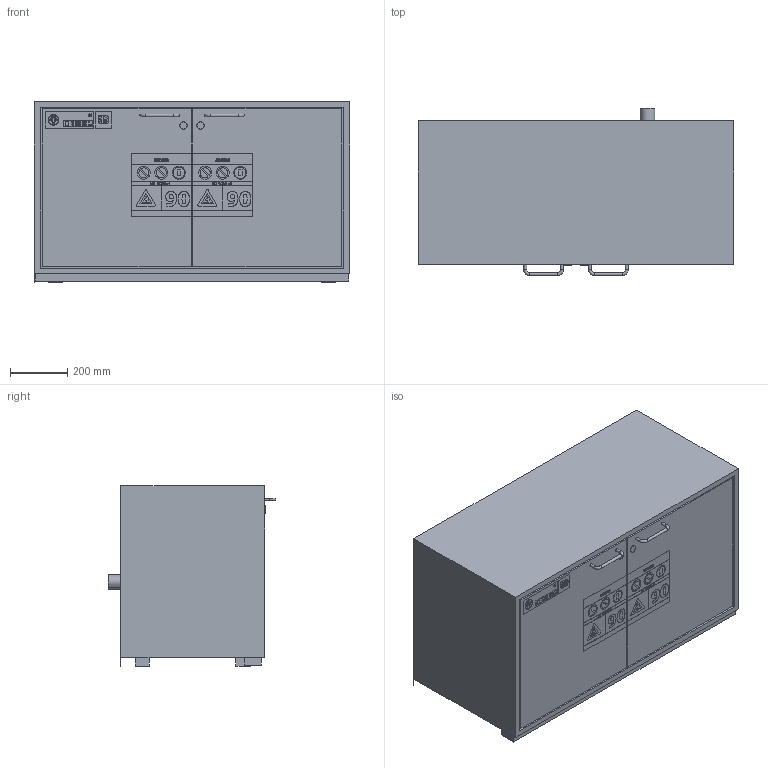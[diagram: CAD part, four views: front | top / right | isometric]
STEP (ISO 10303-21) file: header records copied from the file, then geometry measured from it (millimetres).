
FILE_DESCRIPTION(/* description */ (''),/* implementation_level */ '2;1');
FILE_NAME(/* name */ 'UB90.060.110.050.2S_30428-001-18922_CD.stp',/* time_stamp */ '2017-03-09T09:03:40+01:00',/* author */ ('pproduktmanagement'),/* organization */ (''),/* preprocessor_version */ 'ST-DEVELOPER v16.5',/* originating_system */ 'Autodesk Inventor 2017',/* authorisation */ '');
FILE_SCHEMA (('AUTOMOTIVE_DESIGN { 1 0 10303 214 3 1 1 }'));
Length unit declared in the file: millimetre
Products named in the file (2): UB90.060.110.050.2S_30428-001_alles verbaut; UB90.060.110.050.2S_30428-001-18922_CD
Assembly tree (1 placements, depth 2):
  UB90.060.110.050.2S_30428-001_alles verbaut
    UB90.060.110.050.2S_30428-001-18922_CD
Bounding box: 1102 x 585.65 x 630.88 mm (x, y, z)
Volume: 148407576.7 mm3; surface area: 7911408.9 mm2
Topology: 9 solids, 9 shells, 1062 faces, 2768 edges, 1850 vertices
Faces by surface type: plane 700, bspline 270, cylinder 88, torus 4
Full cylindrical faces by diameter (mm): 10.3 x6, 20 x32, 25 x2, 33.8 x1, 37.8 x1, 40 x2, 45 x6, 50 x5
Entity records: 35064 total; most frequent: CARTESIAN_POINT 9834, ORIENTED_EDGE 5354, DIRECTION 3903, EDGE_CURVE 2677, LINE 1961, VECTOR 1961, VERTEX_POINT 1818, EDGE_LOOP 1315
